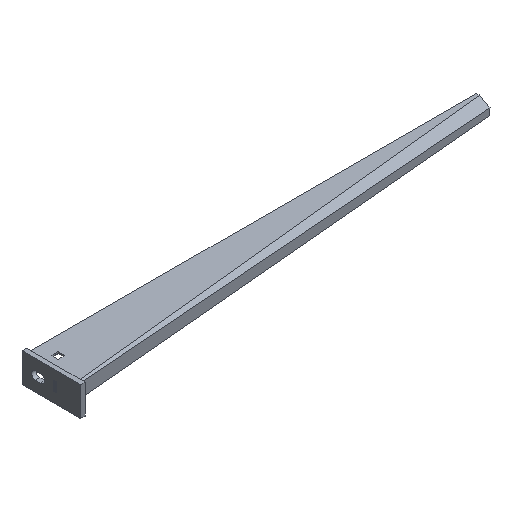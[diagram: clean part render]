
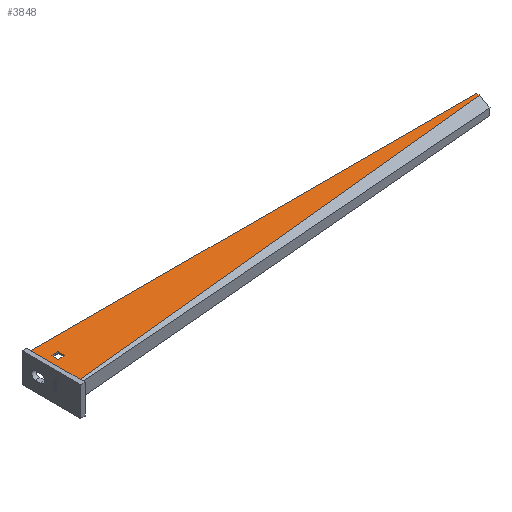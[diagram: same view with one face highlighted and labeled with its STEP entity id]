
A CAD part, isometric view. The second image highlights one B-rep face of the part: STEP entity #3848.
In plain terms, the highlighted planar face has unit normal (0, 0, 1).
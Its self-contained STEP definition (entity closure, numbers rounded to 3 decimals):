
#176 = CARTESIAN_POINT ( 'NONE',  ( 20.5, -16.03, 0. ) ) ;
#184 = VERTEX_POINT ( 'NONE', #3708 ) ;
#201 = CARTESIAN_POINT ( 'NONE',  ( 0., -55.23, 0. ) ) ;
#251 = DIRECTION ( 'NONE',  ( 0., 1., 0. ) ) ;
#254 = EDGE_CURVE ( 'NONE', #1657, #5778, #1728, .T. ) ;
#267 = CARTESIAN_POINT ( 'NONE',  ( 12., -8.03, 0. ) ) ;
#283 = CARTESIAN_POINT ( 'NONE',  ( 20.5, -8.03, 0. ) ) ;
#290 = DIRECTION ( 'NONE',  ( 0., 0., -1. ) ) ;
#318 = LINE ( 'NONE', #283, #1493 ) ;
#325 = CARTESIAN_POINT ( 'NONE',  ( 11.5, -16.03, 0. ) ) ;
#350 = EDGE_CURVE ( 'NONE', #3543, #468, #1653, .T. ) ;
#458 = EDGE_LOOP ( 'NONE', ( #894, #5211, #1872, #5620, #466, #4829, #939, #5475 ) ) ;
#466 = ORIENTED_EDGE ( 'NONE', *, *, #2305, .T. ) ;
#468 = VERTEX_POINT ( 'NONE', #176 ) ;
#496 = DIRECTION ( 'NONE',  ( 1., 0., 0. ) ) ;
#519 = ORIENTED_EDGE ( 'NONE', *, *, #1303, .F. ) ;
#556 = LINE ( 'NONE', #3993, #1793 ) ;
#558 = EDGE_CURVE ( 'NONE', #4298, #5778, #1114, .T. ) ;
#592 = CARTESIAN_POINT ( 'NONE',  ( 11.5, -8.03, 0. ) ) ;
#598 = LINE ( 'NONE', #201, #1582 ) ;
#628 = LINE ( 'NONE', #3016, #683 ) ;
#683 = VECTOR ( 'NONE', #697, 1000. ) ;
#697 = DIRECTION ( 'NONE',  ( 0., 1., 0. ) ) ;
#763 = CARTESIAN_POINT ( 'NONE',  ( 0., -54.33, 0. ) ) ;
#788 = DIRECTION ( 'NONE',  ( 0., 0., 1. ) ) ;
#809 = LINE ( 'NONE', #2755, #3182 ) ;
#812 = EDGE_CURVE ( 'NONE', #5312, #4298, #598, .T. ) ;
#894 = ORIENTED_EDGE ( 'NONE', *, *, #812, .T. ) ;
#906 = DIRECTION ( 'NONE',  ( 0., 1., 0. ) ) ;
#907 = CARTESIAN_POINT ( 'NONE',  ( 610., 8.6, 0. ) ) ;
#939 = ORIENTED_EDGE ( 'NONE', *, *, #3879, .F. ) ;
#1114 = B_SPLINE_CURVE_WITH_KNOTS ( 'NONE', 3,
 ( #763, #3148, #5580, #5467 ),
 .UNSPECIFIED., .F., .F.,
 ( 4, 4 ),
 ( 0.005, 0.006 ),
 .UNSPECIFIED. ) ;
#1237 = DIRECTION ( 'NONE',  ( 1., 0., 0. ) ) ;
#1238 = CARTESIAN_POINT ( 'NONE',  ( 0., 8.6, 0. ) ) ;
#1258 = FACE_BOUND ( 'NONE', #1426, .T. ) ;
#1283 = CARTESIAN_POINT ( 'NONE',  ( 610., 8.532, 0. ) ) ;
#1303 = EDGE_CURVE ( 'NONE', #3779, #3831, #3071, .T. ) ;
#1306 = ORIENTED_EDGE ( 'NONE', *, *, #2125, .F. ) ;
#1336 = CARTESIAN_POINT ( 'NONE',  ( 5.636, -54.692, 0. ) ) ;
#1346 = LINE ( 'NONE', #6128, #4867 ) ;
#1426 = EDGE_LOOP ( 'NONE', ( #6103, #3892, #519, #1306, #2069, #2966, #3811, #2308 ) ) ;
#1493 = VECTOR ( 'NONE', #251, 1000. ) ;
#1556 = DIRECTION ( 'NONE',  ( 0., 0., 1. ) ) ;
#1582 = VECTOR ( 'NONE', #5271, 1000. ) ;
#1586 = AXIS2_PLACEMENT_3D ( 'NONE', #267, #788, #1237 ) ;
#1653 = CIRCLE ( 'NONE', #6106, 0.5 ) ;
#1657 = VERTEX_POINT ( 'NONE', #3548 ) ;
#1696 = CIRCLE ( 'NONE', #2884, 0.5 ) ;
#1728 = LINE ( 'NONE', #1336, #2654 ) ;
#1734 = CARTESIAN_POINT ( 'NONE',  ( 11.5, -8.03, 0. ) ) ;
#1755 = CARTESIAN_POINT ( 'NONE',  ( 0., -54.33, 0. ) ) ;
#1789 = CARTESIAN_POINT ( 'NONE',  ( 0.032, -55.269, 0. ) ) ;
#1793 = VECTOR ( 'NONE', #5821, 1000. ) ;
#1796 = DIRECTION ( 'NONE',  ( 1., 0., 0. ) ) ;
#1872 = ORIENTED_EDGE ( 'NONE', *, *, #254, .F. ) ;
#1916 = EDGE_CURVE ( 'NONE', #5833, #3076, #628, .T. ) ;
#1922 = VERTEX_POINT ( 'NONE', #2568 ) ;
#1976 = DIRECTION ( 'NONE',  ( 0., 0., 1. ) ) ;
#2000 = AXIS2_PLACEMENT_3D ( 'NONE', #2964, #1556, #4447 ) ;
#2032 = DIRECTION ( 'NONE',  ( -1., 0., 0. ) ) ;
#2069 = ORIENTED_EDGE ( 'NONE', *, *, #2634, .F. ) ;
#2110 = VERTEX_POINT ( 'NONE', #5095 ) ;
#2125 = EDGE_CURVE ( 'NONE', #2110, #3779, #4967, .T. ) ;
#2242 = B_SPLINE_CURVE_WITH_KNOTS ( 'NONE', 3,
 ( #1283, #6069, #3196, #2667 ),
 .UNSPECIFIED., .F., .F.,
 ( 4, 4 ),
 ( 0.007, 0.008 ),
 .UNSPECIFIED. ) ;
#2305 = EDGE_CURVE ( 'NONE', #5928, #5833, #556, .T. ) ;
#2308 = ORIENTED_EDGE ( 'NONE', *, *, #350, .F. ) ;
#2352 = VECTOR ( 'NONE', #1796, 1000. ) ;
#2555 = EDGE_CURVE ( 'NONE', #5312, #4567, #1346, .T. ) ;
#2568 = CARTESIAN_POINT ( 'NONE',  ( 12., -16.53, 0. ) ) ;
#2621 = EDGE_CURVE ( 'NONE', #3806, #184, #5269, .T. ) ;
#2634 = EDGE_CURVE ( 'NONE', #184, #2110, #5289, .T. ) ;
#2654 = VECTOR ( 'NONE', #2747, 1000. ) ;
#2667 = CARTESIAN_POINT ( 'NONE',  ( 610.032, 7.592, 0. ) ) ;
#2715 = AXIS2_PLACEMENT_3D ( 'NONE', #4174, #290, #5536 ) ;
#2730 = DIRECTION ( 'NONE',  ( 1., 0., 0. ) ) ;
#2747 = DIRECTION ( 'NONE',  ( -0.995, -0.103, 0. ) ) ;
#2755 = CARTESIAN_POINT ( 'NONE',  ( 0., 12.1, 0. ) ) ;
#2807 = CARTESIAN_POINT ( 'NONE',  ( 20., -16.03, 0. ) ) ;
#2884 = AXIS2_PLACEMENT_3D ( 'NONE', #3409, #1976, #496 ) ;
#2964 = CARTESIAN_POINT ( 'NONE',  ( 20., -8.03, 0. ) ) ;
#2966 = ORIENTED_EDGE ( 'NONE', *, *, #2621, .F. ) ;
#2993 = CARTESIAN_POINT ( 'NONE',  ( 0., 12.1, 0. ) ) ;
#3016 = CARTESIAN_POINT ( 'NONE',  ( 610., 8.6, 0. ) ) ;
#3071 = LINE ( 'NONE', #1734, #4571 ) ;
#3076 = VERTEX_POINT ( 'NONE', #3521 ) ;
#3107 = DIRECTION ( 'NONE',  ( 0., -1., 0. ) ) ;
#3145 = LINE ( 'NONE', #3204, #2352 ) ;
#3148 = CARTESIAN_POINT ( 'NONE',  ( 0.01, -54.643, 0. ) ) ;
#3182 = VECTOR ( 'NONE', #2730, 1000. ) ;
#3196 = CARTESIAN_POINT ( 'NONE',  ( 610.02, 7.905, 0. ) ) ;
#3204 = CARTESIAN_POINT ( 'NONE',  ( 12., -16.53, 0. ) ) ;
#3409 = CARTESIAN_POINT ( 'NONE',  ( 12., -16.03, 0. ) ) ;
#3521 = CARTESIAN_POINT ( 'NONE',  ( 610., 12.1, 0. ) ) ;
#3543 = VERTEX_POINT ( 'NONE', #5039 ) ;
#3548 = CARTESIAN_POINT ( 'NONE',  ( 610.032, 7.592, 0. ) ) ;
#3570 = EDGE_CURVE ( 'NONE', #3831, #1922, #1696, .T. ) ;
#3659 = PLANE ( 'NONE',  #2715 ) ;
#3708 = CARTESIAN_POINT ( 'NONE',  ( 20., -7.53, 0. ) ) ;
#3768 = CARTESIAN_POINT ( 'NONE',  ( 610., 8.532, 0. ) ) ;
#3779 = VERTEX_POINT ( 'NONE', #592 ) ;
#3791 = DIRECTION ( 'NONE',  ( 0., 0., 1. ) ) ;
#3806 = VERTEX_POINT ( 'NONE', #6039 ) ;
#3811 = ORIENTED_EDGE ( 'NONE', *, *, #4305, .F. ) ;
#3831 = VERTEX_POINT ( 'NONE', #325 ) ;
#3848 = ADVANCED_FACE ( 'NONE', ( #4094, #1258 ), #3659, .F. ) ;
#3851 = EDGE_CURVE ( 'NONE', #5928, #1657, #2242, .T. ) ;
#3879 = EDGE_CURVE ( 'NONE', #4567, #3076, #809, .T. ) ;
#3892 = ORIENTED_EDGE ( 'NONE', *, *, #3570, .F. ) ;
#3944 = CARTESIAN_POINT ( 'NONE',  ( 12., -7.53, 0. ) ) ;
#3993 = CARTESIAN_POINT ( 'NONE',  ( 610., 24.87, 0. ) ) ;
#4094 = FACE_OUTER_BOUND ( 'NONE', #458, .T. ) ;
#4174 = CARTESIAN_POINT ( 'NONE',  ( 0., 0., 0. ) ) ;
#4298 = VERTEX_POINT ( 'NONE', #1755 ) ;
#4305 = EDGE_CURVE ( 'NONE', #468, #3806, #318, .T. ) ;
#4447 = DIRECTION ( 'NONE',  ( -1., 0., 0. ) ) ;
#4567 = VERTEX_POINT ( 'NONE', #2993 ) ;
#4571 = VECTOR ( 'NONE', #3107, 1000. ) ;
#4741 = DIRECTION ( 'NONE',  ( 1., 0., 0. ) ) ;
#4829 = ORIENTED_EDGE ( 'NONE', *, *, #1916, .T. ) ;
#4857 = VECTOR ( 'NONE', #2032, 1000. ) ;
#4867 = VECTOR ( 'NONE', #906, 1000. ) ;
#4967 = CIRCLE ( 'NONE', #1586, 0.5 ) ;
#5039 = CARTESIAN_POINT ( 'NONE',  ( 20., -16.53, 0. ) ) ;
#5095 = CARTESIAN_POINT ( 'NONE',  ( 12., -7.53, 0. ) ) ;
#5211 = ORIENTED_EDGE ( 'NONE', *, *, #558, .T. ) ;
#5269 = CIRCLE ( 'NONE', #2000, 0.5 ) ;
#5271 = DIRECTION ( 'NONE',  ( 0., -1., 0. ) ) ;
#5289 = LINE ( 'NONE', #3944, #4857 ) ;
#5312 = VERTEX_POINT ( 'NONE', #1238 ) ;
#5346 = EDGE_CURVE ( 'NONE', #1922, #3543, #3145, .T. ) ;
#5467 = CARTESIAN_POINT ( 'NONE',  ( 0.032, -55.269, 0. ) ) ;
#5475 = ORIENTED_EDGE ( 'NONE', *, *, #2555, .F. ) ;
#5536 = DIRECTION ( 'NONE',  ( -1., 0., 0. ) ) ;
#5580 = CARTESIAN_POINT ( 'NONE',  ( 0.02, -54.956, 0. ) ) ;
#5620 = ORIENTED_EDGE ( 'NONE', *, *, #3851, .F. ) ;
#5778 = VERTEX_POINT ( 'NONE', #1789 ) ;
#5821 = DIRECTION ( 'NONE',  ( 0., 1., 0. ) ) ;
#5833 = VERTEX_POINT ( 'NONE', #907 ) ;
#5928 = VERTEX_POINT ( 'NONE', #3768 ) ;
#6039 = CARTESIAN_POINT ( 'NONE',  ( 20.5, -8.03, 0. ) ) ;
#6069 = CARTESIAN_POINT ( 'NONE',  ( 610.01, 8.218, 0. ) ) ;
#6103 = ORIENTED_EDGE ( 'NONE', *, *, #5346, .F. ) ;
#6106 = AXIS2_PLACEMENT_3D ( 'NONE', #2807, #3791, #4741 ) ;
#6128 = CARTESIAN_POINT ( 'NONE',  ( 0., 0., 0. ) ) ;
